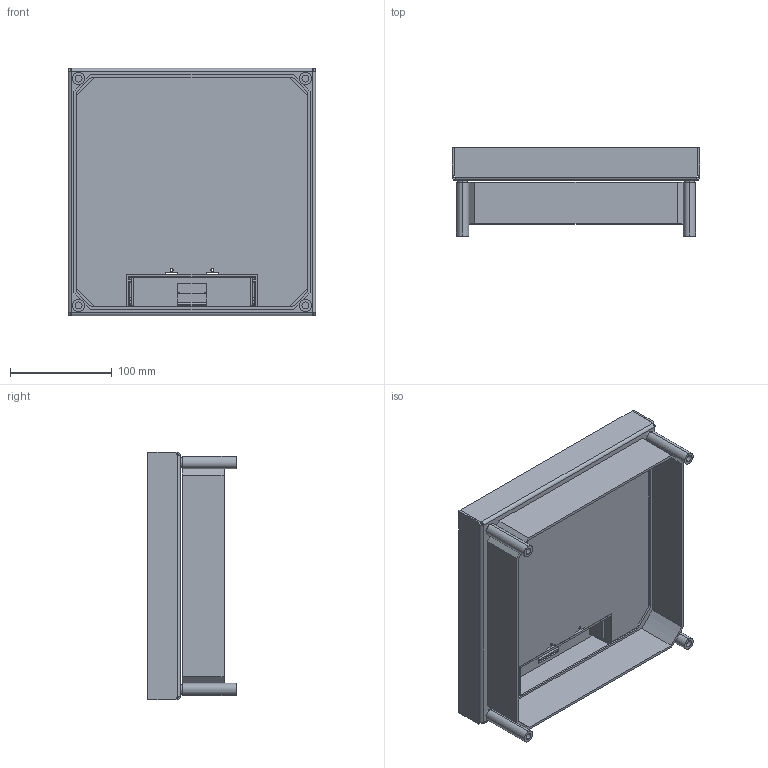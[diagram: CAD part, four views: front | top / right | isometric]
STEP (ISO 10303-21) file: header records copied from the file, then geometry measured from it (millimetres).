
FILE_DESCRIPTION((''),'2;1');
FILE_NAME('EKQ120LE25_ASM','2024-02-29T09:48:41',('goergem'),(''),'CREO PARAMETRIC BY PTC INC, 2022281','CREO PARAMETRIC BY PTC INC, 2022281','');
FILE_SCHEMA(('AUTOMOTIVE_DESIGN { 1 0 10303 214 1 1 1 1 }'));
Length unit declared in the file: millimetre
Products named in the file (12): T-00627_1; T-00632_1_1; T-00625_1_1; T-00824_ASM_1_ASM; T-00613_1; T-00623S_1; T-00621S_1_1; T-00724S_1_1; T-00783S_ASM_1_ASM; T-00869_ASM_1_ASM; T-00942_ASM_1_ASM; EKQ120LE25_ASM
Assembly tree (14 placements, depth 5):
  EKQ120LE25_ASM
    T-00942_ASM_1_ASM
      T-00824_ASM_1_ASM
        T-00627_1
        T-00632_1_1  x4
        T-00625_1_1
      T-00869_ASM_1_ASM
        T-00613_1
        T-00783S_ASM_1_ASM
          T-00623S_1
          T-00621S_1_1
          T-00724S_1_1
Bounding box: 243 x 87 x 243 mm (x, y, z)
Volume: 343872 mm3; surface area: 337570 mm2
Topology: 10 solids, 10 shells, 287 faces, 687 edges, 432 vertices
Faces by surface type: plane 216, cylinder 63, cone 8
Entity records: 10984 total; most frequent: CARTESIAN_POINT 1465, DIRECTION 1465, ORIENTED_EDGE 1230, EDGE_CURVE 615, VECTOR 515, LINE 515, AXIS2_PLACEMENT_3D 459, PRESENTATION_STYLE_ASSIGNMENT 396
